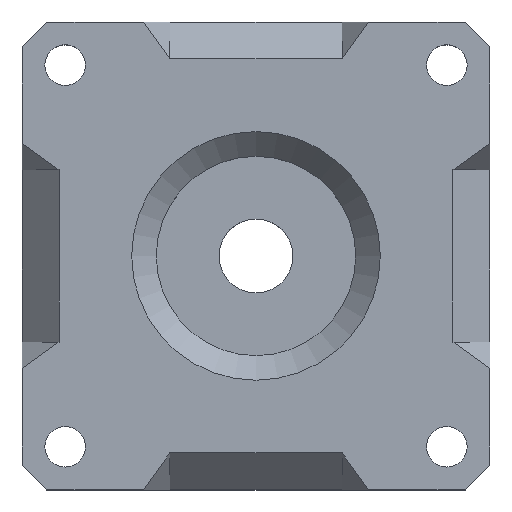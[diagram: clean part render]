
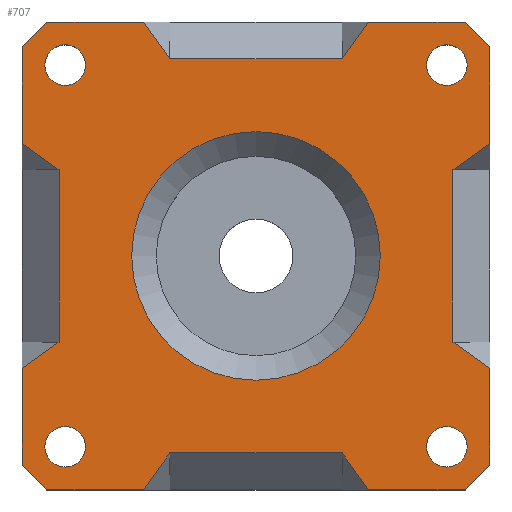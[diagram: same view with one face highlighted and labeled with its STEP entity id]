
A CAD part, top view. The second image highlights one B-rep face of the part: STEP entity #707.
In plain terms, the highlighted planar face has unit normal (0, 0, 1).
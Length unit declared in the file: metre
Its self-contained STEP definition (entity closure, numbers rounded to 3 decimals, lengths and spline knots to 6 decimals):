
#24=CIRCLE('',#764,0.0101);
#25=CIRCLE('',#765,0.00165);
#26=CIRCLE('',#766,0.00165);
#27=CIRCLE('',#767,0.00165);
#28=CIRCLE('',#768,0.00165);
#58=ORIENTED_EDGE('',*,*,#246,.T.);
#59=ORIENTED_EDGE('',*,*,#247,.F.);
#60=ORIENTED_EDGE('',*,*,#248,.F.);
#61=ORIENTED_EDGE('',*,*,#249,.F.);
#62=ORIENTED_EDGE('',*,*,#250,.F.);
#63=ORIENTED_EDGE('',*,*,#251,.T.);
#64=ORIENTED_EDGE('',*,*,#252,.T.);
#65=ORIENTED_EDGE('',*,*,#253,.F.);
#66=ORIENTED_EDGE('',*,*,#254,.T.);
#67=ORIENTED_EDGE('',*,*,#255,.T.);
#68=ORIENTED_EDGE('',*,*,#256,.T.);
#69=ORIENTED_EDGE('',*,*,#257,.T.);
#70=ORIENTED_EDGE('',*,*,#258,.T.);
#71=ORIENTED_EDGE('',*,*,#259,.F.);
#72=ORIENTED_EDGE('',*,*,#260,.T.);
#73=ORIENTED_EDGE('',*,*,#261,.T.);
#74=ORIENTED_EDGE('',*,*,#262,.T.);
#75=ORIENTED_EDGE('',*,*,#245,.F.);
#76=ORIENTED_EDGE('',*,*,#263,.T.);
#77=ORIENTED_EDGE('',*,*,#264,.F.);
#78=ORIENTED_EDGE('',*,*,#265,.T.);
#79=ORIENTED_EDGE('',*,*,#241,.F.);
#80=ORIENTED_EDGE('',*,*,#266,.T.);
#81=ORIENTED_EDGE('',*,*,#237,.F.);
#82=ORIENTED_EDGE('',*,*,#267,.T.);
#83=ORIENTED_EDGE('',*,*,#268,.F.);
#84=ORIENTED_EDGE('',*,*,#269,.T.);
#85=ORIENTED_EDGE('',*,*,#233,.F.);
#86=ORIENTED_EDGE('',*,*,#270,.T.);
#233=EDGE_CURVE('',#327,#328,#393,.T.);
#237=EDGE_CURVE('',#331,#324,#397,.T.);
#241=EDGE_CURVE('',#335,#336,#401,.T.);
#245=EDGE_CURVE('',#339,#332,#405,.T.);
#246=EDGE_CURVE('',#340,#340,#24,.F.);
#247=EDGE_CURVE('',#341,#341,#25,.T.);
#248=EDGE_CURVE('',#342,#342,#26,.T.);
#249=EDGE_CURVE('',#343,#343,#27,.T.);
#250=EDGE_CURVE('',#344,#344,#28,.T.);
#251=EDGE_CURVE('',#345,#346,#406,.T.);
#252=EDGE_CURVE('',#346,#347,#407,.T.);
#253=EDGE_CURVE('',#348,#347,#408,.T.);
#254=EDGE_CURVE('',#348,#349,#409,.F.);
#255=EDGE_CURVE('',#349,#350,#410,.T.);
#256=EDGE_CURVE('',#350,#351,#411,.F.);
#257=EDGE_CURVE('',#351,#352,#412,.T.);
#258=EDGE_CURVE('',#352,#353,#413,.T.);
#259=EDGE_CURVE('',#354,#353,#414,.T.);
#260=EDGE_CURVE('',#354,#355,#415,.F.);
#261=EDGE_CURVE('',#355,#356,#416,.T.);
#262=EDGE_CURVE('',#356,#332,#417,.T.);
#263=EDGE_CURVE('',#339,#357,#418,.T.);
#264=EDGE_CURVE('',#358,#357,#419,.T.);
#265=EDGE_CURVE('',#358,#336,#420,.F.);
#266=EDGE_CURVE('',#335,#324,#421,.F.);
#267=EDGE_CURVE('',#331,#359,#422,.T.);
#268=EDGE_CURVE('',#360,#359,#423,.T.);
#269=EDGE_CURVE('',#360,#328,#424,.F.);
#270=EDGE_CURVE('',#327,#345,#425,.T.);
#324=VERTEX_POINT('',#1025);
#327=VERTEX_POINT('',#1030);
#328=VERTEX_POINT('',#1032);
#331=VERTEX_POINT('',#1038);
#332=VERTEX_POINT('',#1042);
#335=VERTEX_POINT('',#1047);
#336=VERTEX_POINT('',#1049);
#339=VERTEX_POINT('',#1055);
#340=VERTEX_POINT('',#1059);
#341=VERTEX_POINT('',#1061);
#342=VERTEX_POINT('',#1063);
#343=VERTEX_POINT('',#1065);
#344=VERTEX_POINT('',#1067);
#345=VERTEX_POINT('',#1069);
#346=VERTEX_POINT('',#1070);
#347=VERTEX_POINT('',#1072);
#348=VERTEX_POINT('',#1074);
#349=VERTEX_POINT('',#1076);
#350=VERTEX_POINT('',#1078);
#351=VERTEX_POINT('',#1080);
#352=VERTEX_POINT('',#1082);
#353=VERTEX_POINT('',#1084);
#354=VERTEX_POINT('',#1086);
#355=VERTEX_POINT('',#1088);
#356=VERTEX_POINT('',#1090);
#357=VERTEX_POINT('',#1093);
#358=VERTEX_POINT('',#1095);
#359=VERTEX_POINT('',#1099);
#360=VERTEX_POINT('',#1101);
#393=LINE('',#1031,#469);
#397=LINE('',#1039,#473);
#401=LINE('',#1048,#477);
#405=LINE('',#1056,#481);
#406=LINE('',#1068,#482);
#407=LINE('',#1071,#483);
#408=LINE('',#1073,#484);
#409=LINE('',#1075,#485);
#410=LINE('',#1077,#486);
#411=LINE('',#1079,#487);
#412=LINE('',#1081,#488);
#413=LINE('',#1083,#489);
#414=LINE('',#1085,#490);
#415=LINE('',#1087,#491);
#416=LINE('',#1089,#492);
#417=LINE('',#1091,#493);
#418=LINE('',#1092,#494);
#419=LINE('',#1094,#495);
#420=LINE('',#1096,#496);
#421=LINE('',#1097,#497);
#422=LINE('',#1098,#498);
#423=LINE('',#1100,#499);
#424=LINE('',#1102,#500);
#425=LINE('',#1103,#501);
#469=VECTOR('',#829,1.);
#473=VECTOR('',#833,1.);
#477=VECTOR('',#839,1.);
#481=VECTOR('',#843,1.);
#482=VECTOR('',#856,1.);
#483=VECTOR('',#857,1.);
#484=VECTOR('',#858,1.);
#485=VECTOR('',#859,1.);
#486=VECTOR('',#860,1.);
#487=VECTOR('',#861,1.);
#488=VECTOR('',#862,1.);
#489=VECTOR('',#863,1.);
#490=VECTOR('',#864,1.);
#491=VECTOR('',#865,1.);
#492=VECTOR('',#866,1.);
#493=VECTOR('',#867,1.);
#494=VECTOR('',#868,1.);
#495=VECTOR('',#869,1.);
#496=VECTOR('',#870,1.);
#497=VECTOR('',#871,1.);
#498=VECTOR('',#872,1.);
#499=VECTOR('',#873,1.);
#500=VECTOR('',#874,1.);
#501=VECTOR('',#875,1.);
#544=EDGE_LOOP('',(#58));
#545=EDGE_LOOP('',(#59));
#546=EDGE_LOOP('',(#60));
#547=EDGE_LOOP('',(#61));
#548=EDGE_LOOP('',(#62));
#549=EDGE_LOOP('',(#63,#64,#65,#66,#67,#68,#69,#70,#71,#72,#73,#74,#75,
#76,#77,#78,#79,#80,#81,#82,#83,#84,#85,#86));
#610=FACE_BOUND('',#544,.T.);
#611=FACE_BOUND('',#545,.T.);
#612=FACE_BOUND('',#546,.T.);
#613=FACE_BOUND('',#547,.T.);
#614=FACE_BOUND('',#548,.T.);
#615=FACE_BOUND('',#549,.T.);
#676=PLANE('',#763);
#707=ADVANCED_FACE('',(#610,#611,#612,#613,#614,#615),#676,.T.);
#763=AXIS2_PLACEMENT_3D('',#1057,#844,#845);
#764=AXIS2_PLACEMENT_3D('',#1058,#846,#847);
#765=AXIS2_PLACEMENT_3D('',#1060,#848,#849);
#766=AXIS2_PLACEMENT_3D('',#1062,#850,#851);
#767=AXIS2_PLACEMENT_3D('',#1064,#852,#853);
#768=AXIS2_PLACEMENT_3D('',#1066,#854,#855);
#829=DIRECTION('',(1.,0.,0.));
#833=DIRECTION('',(1.,0.,0.));
#839=DIRECTION('',(0.,-1.,0.));
#843=DIRECTION('',(0.,-1.,0.));
#844=DIRECTION('',(0.,0.,1.));
#845=DIRECTION('',(1.,0.,0.));
#846=DIRECTION('',(0.,0.,1.));
#847=DIRECTION('',(1.,0.,0.));
#848=DIRECTION('',(0.,0.,1.));
#849=DIRECTION('',(1.,0.,0.));
#850=DIRECTION('',(0.,0.,1.));
#851=DIRECTION('',(1.,0.,0.));
#852=DIRECTION('',(0.,0.,1.));
#853=DIRECTION('',(1.,0.,0.));
#854=DIRECTION('',(0.,0.,1.));
#855=DIRECTION('',(1.,0.,0.));
#856=DIRECTION('',(0.,-1.,0.));
#857=DIRECTION('',(0.816,-0.577,0.));
#858=DIRECTION('',(0.,1.,0.));
#859=DIRECTION('',(0.816,0.577,0.));
#860=DIRECTION('',(0.,-1.,0.));
#861=DIRECTION('',(-0.707,0.707,0.));
#862=DIRECTION('',(1.,0.,0.));
#863=DIRECTION('',(0.577,0.816,0.));
#864=DIRECTION('',(-1.,0.,0.));
#865=DIRECTION('',(-0.577,0.816,0.));
#866=DIRECTION('',(1.,0.,0.));
#867=DIRECTION('',(0.707,0.707,0.));
#868=DIRECTION('',(-0.816,0.577,0.));
#869=DIRECTION('',(0.,-1.,0.));
#870=DIRECTION('',(-0.816,-0.577,0.));
#871=DIRECTION('',(0.707,-0.707,0.));
#872=DIRECTION('',(-0.577,-0.816,0.));
#873=DIRECTION('',(1.,0.,0.));
#874=DIRECTION('',(0.577,-0.816,0.));
#875=DIRECTION('',(-0.707,-0.707,0.));
#1025=CARTESIAN_POINT('',(0.017,0.019,0.009));
#1030=CARTESIAN_POINT('',(-0.017,0.019,0.009));
#1031=CARTESIAN_POINT('',(0.,0.019,0.009));
#1032=CARTESIAN_POINT('',(-0.009121,0.019,0.009));
#1038=CARTESIAN_POINT('',(0.009121,0.019,0.009));
#1039=CARTESIAN_POINT('',(0.,0.019,0.009));
#1042=CARTESIAN_POINT('',(0.019,-0.017,0.009));
#1047=CARTESIAN_POINT('',(0.019,0.017,0.009));
#1048=CARTESIAN_POINT('',(0.019,0.,0.009));
#1049=CARTESIAN_POINT('',(0.019,0.009121,0.009));
#1055=CARTESIAN_POINT('',(0.019,-0.009121,0.009));
#1056=CARTESIAN_POINT('',(0.019,0.,0.009));
#1057=CARTESIAN_POINT('',(0.,0.,0.009));
#1058=CARTESIAN_POINT('',(0.,0.,0.009));
#1059=CARTESIAN_POINT('',(0.0101,0.,0.009));
#1060=CARTESIAN_POINT('',(-0.0155,0.0155,0.009));
#1061=CARTESIAN_POINT('',(-0.01385,0.0155,0.009));
#1062=CARTESIAN_POINT('',(0.0155,0.0155,0.009));
#1063=CARTESIAN_POINT('',(0.01715,0.0155,0.009));
#1064=CARTESIAN_POINT('',(0.0155,-0.0155,0.009));
#1065=CARTESIAN_POINT('',(0.01715,-0.0155,0.009));
#1066=CARTESIAN_POINT('',(-0.0155,-0.0155,0.009));
#1067=CARTESIAN_POINT('',(-0.01385,-0.0155,0.009));
#1068=CARTESIAN_POINT('',(-0.019,0.,0.009));
#1069=CARTESIAN_POINT('',(-0.019,0.017,0.009));
#1070=CARTESIAN_POINT('',(-0.019,0.009121,0.009));
#1071=CARTESIAN_POINT('',(-0.017,0.007707,0.009));
#1072=CARTESIAN_POINT('',(-0.016,0.007,0.009));
#1073=CARTESIAN_POINT('',(-0.016,-0.012,0.009));
#1074=CARTESIAN_POINT('',(-0.016,-0.007,0.009));
#1075=CARTESIAN_POINT('',(-0.021714,-0.01104,0.009));
#1076=CARTESIAN_POINT('',(-0.019,-0.009121,0.009));
#1077=CARTESIAN_POINT('',(-0.019,0.,0.009));
#1078=CARTESIAN_POINT('',(-0.019,-0.017,0.009));
#1079=CARTESIAN_POINT('',(-0.018,-0.018,0.009));
#1080=CARTESIAN_POINT('',(-0.017,-0.019,0.009));
#1081=CARTESIAN_POINT('',(0.,-0.019,0.009));
#1082=CARTESIAN_POINT('',(-0.009121,-0.019,0.009));
#1083=CARTESIAN_POINT('',(-0.007707,-0.017,0.009));
#1084=CARTESIAN_POINT('',(-0.007,-0.016,0.009));
#1085=CARTESIAN_POINT('',(0.012,-0.016,0.009));
#1086=CARTESIAN_POINT('',(0.007,-0.016,0.009));
#1087=CARTESIAN_POINT('',(0.01104,-0.021714,0.009));
#1088=CARTESIAN_POINT('',(0.009121,-0.019,0.009));
#1089=CARTESIAN_POINT('',(0.,-0.019,0.009));
#1090=CARTESIAN_POINT('',(0.017,-0.019,0.009));
#1091=CARTESIAN_POINT('',(0.018,-0.018,0.009));
#1092=CARTESIAN_POINT('',(0.017,-0.007707,0.009));
#1093=CARTESIAN_POINT('',(0.016,-0.007,0.009));
#1094=CARTESIAN_POINT('',(0.016,0.012,0.009));
#1095=CARTESIAN_POINT('',(0.016,0.007,0.009));
#1096=CARTESIAN_POINT('',(0.021714,0.01104,0.009));
#1097=CARTESIAN_POINT('',(0.018,0.018,0.009));
#1098=CARTESIAN_POINT('',(0.007707,0.017,0.009));
#1099=CARTESIAN_POINT('',(0.007,0.016,0.009));
#1100=CARTESIAN_POINT('',(-0.012,0.016,0.009));
#1101=CARTESIAN_POINT('',(-0.007,0.016,0.009));
#1102=CARTESIAN_POINT('',(-0.01104,0.021714,0.009));
#1103=CARTESIAN_POINT('',(-0.018,0.018,0.009));
